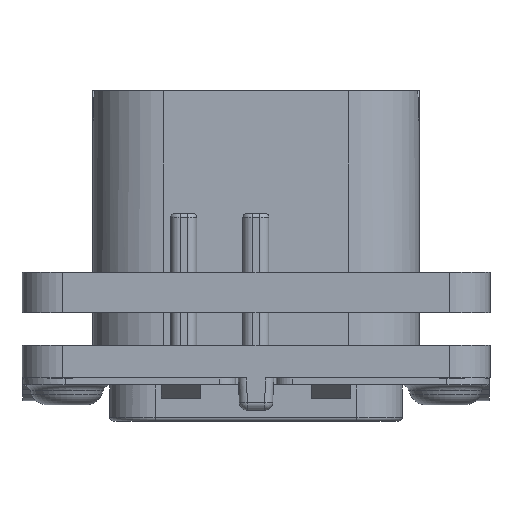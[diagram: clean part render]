
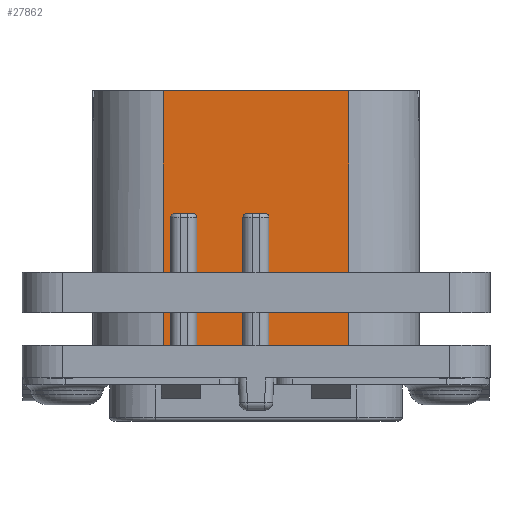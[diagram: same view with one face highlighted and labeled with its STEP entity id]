
A CAD part, front view. The second image highlights one B-rep face of the part: STEP entity #27862.
In plain terms, the highlighted planar face has unit normal (0, -1, 0).
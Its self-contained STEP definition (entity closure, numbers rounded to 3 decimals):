
#1176=DIRECTION('',(1.,0.,0.));
#1177=VECTOR('',#1176,11.4);
#1178=CARTESIAN_POINT('',(-5.7,-9.,17.67));
#1179=LINE('',#1178,#1177);
#5116=DIRECTION('',(1.,0.,0.));
#5117=VECTOR('',#5116,0.45);
#5118=CARTESIAN_POINT('',(-5.7,-9.,2.));
#5119=LINE('',#5118,#5117);
#5128=CARTESIAN_POINT('',(-5.,-9.,9.87));
#5129=DIRECTION('',(0.,1.,0.));
#5130=DIRECTION('',(-1.,0.,0.));
#5131=AXIS2_PLACEMENT_3D('',#5128,#5129,#5130);
#5160=CARTESIAN_POINT('',(-3.9,-9.,9.87));
#5161=DIRECTION('',(0.,1.,0.));
#5162=DIRECTION('',(0.,0.,1.));
#5163=AXIS2_PLACEMENT_3D('',#5160,#5161,#5162);
#5173=DIRECTION('',(0.,0.,1.));
#5174=VECTOR('',#5173,7.87);
#5175=CARTESIAN_POINT('',(0.8,-9.,2.));
#5176=LINE('',#5175,#5174);
#5177=DIRECTION('',(1.,0.,0.));
#5178=VECTOR('',#5177,1.1);
#5179=CARTESIAN_POINT('',(-0.55,-9.,10.12));
#5180=LINE('',#5179,#5178);
#5181=DIRECTION('',(0.,0.,1.));
#5182=VECTOR('',#5181,7.87);
#5183=CARTESIAN_POINT('',(-0.8,-9.,2.));
#5184=LINE('',#5183,#5182);
#5185=DIRECTION('',(0.,0.,1.));
#5186=VECTOR('',#5185,7.87);
#5187=CARTESIAN_POINT('',(-3.65,-9.,2.));
#5188=LINE('',#5187,#5186);
#5189=DIRECTION('',(1.,0.,0.));
#5190=VECTOR('',#5189,1.1);
#5191=CARTESIAN_POINT('',(-5.,-9.,10.12));
#5192=LINE('',#5191,#5190);
#5193=DIRECTION('',(0.,0.,1.));
#5194=VECTOR('',#5193,7.87);
#5195=CARTESIAN_POINT('',(-5.25,-9.,2.));
#5196=LINE('',#5195,#5194);
#5197=DIRECTION('',(0.,0.,-1.));
#5198=VECTOR('',#5197,15.67);
#5199=CARTESIAN_POINT('',(-5.7,-9.,17.67));
#5200=LINE('',#5199,#5198);
#5201=DIRECTION('',(0.,0.,-1.));
#5202=VECTOR('',#5201,15.67);
#5203=CARTESIAN_POINT('',(5.7,-9.,17.67));
#5204=LINE('',#5203,#5202);
#5218=CARTESIAN_POINT('',(0.55,-9.,9.87));
#5219=DIRECTION('',(0.,1.,0.));
#5220=DIRECTION('',(0.,0.,1.));
#5221=AXIS2_PLACEMENT_3D('',#5218,#5219,#5220);
#5260=CARTESIAN_POINT('',(-0.55,-9.,9.87));
#5261=DIRECTION('',(0.,1.,0.));
#5262=DIRECTION('',(-1.,0.,0.));
#5263=AXIS2_PLACEMENT_3D('',#5260,#5261,#5262);
#5351=DIRECTION('',(1.,0.,0.));
#5352=VECTOR('',#5351,4.9);
#5353=CARTESIAN_POINT('',(0.8,-9.,2.));
#5354=LINE('',#5353,#5352);
#10737=DIRECTION('',(1.,0.,0.));
#10738=VECTOR('',#10737,2.85);
#10739=CARTESIAN_POINT('',(-3.65,-9.,2.));
#10740=LINE('',#10739,#10738);
#17676=CARTESIAN_POINT('',(-5.7,-9.,17.67));
#17677=CARTESIAN_POINT('',(-5.7,-9.,2.));
#17678=VERTEX_POINT('',#17676);
#17679=VERTEX_POINT('',#17677);
#17680=CARTESIAN_POINT('',(5.7,-9.,17.67));
#17681=CARTESIAN_POINT('',(5.7,-9.,2.));
#17682=VERTEX_POINT('',#17680);
#17683=VERTEX_POINT('',#17681);
#17838=CARTESIAN_POINT('',(-5.25,-9.,2.));
#17839=VERTEX_POINT('',#17838);
#17840=CARTESIAN_POINT('',(-3.65,-9.,2.));
#17841=CARTESIAN_POINT('',(-0.8,-9.,2.));
#17842=VERTEX_POINT('',#17840);
#17843=VERTEX_POINT('',#17841);
#17844=CARTESIAN_POINT('',(0.8,-9.,2.));
#17845=VERTEX_POINT('',#17844);
#20313=CARTESIAN_POINT('',(-3.65,-9.,9.87));
#20315=VERTEX_POINT('',#20313);
#20317=CARTESIAN_POINT('',(-3.9,-9.,10.12));
#20319=VERTEX_POINT('',#20317);
#20340=CARTESIAN_POINT('',(-5.,-9.,10.12));
#20341=VERTEX_POINT('',#20340);
#20342=CARTESIAN_POINT('',(-5.25,-9.,9.87));
#20343=VERTEX_POINT('',#20342);
#20345=CARTESIAN_POINT('',(0.8,-9.,9.87));
#20347=VERTEX_POINT('',#20345);
#20349=CARTESIAN_POINT('',(0.55,-9.,10.12));
#20351=VERTEX_POINT('',#20349);
#20352=CARTESIAN_POINT('',(-0.55,-9.,10.12));
#20354=VERTEX_POINT('',#20352);
#20356=CARTESIAN_POINT('',(-0.8,-9.,9.87));
#20358=VERTEX_POINT('',#20356);
#27832=CARTESIAN_POINT('',(-10.05,-9.,2.));
#27833=DIRECTION('',(0.,-1.,0.));
#27834=DIRECTION('',(1.,0.,0.));
#27835=AXIS2_PLACEMENT_3D('',#27832,#27833,#27834);
#27836=PLANE('',#27835);
#27838=ORIENTED_EDGE('',*,*,#27837,.T.);
#27840=ORIENTED_EDGE('',*,*,#27839,.F.);
#27842=ORIENTED_EDGE('',*,*,#27841,.F.);
#27844=ORIENTED_EDGE('',*,*,#27843,.F.);
#27846=ORIENTED_EDGE('',*,*,#27845,.F.);
#27848=ORIENTED_EDGE('',*,*,#27847,.F.);
#27849=ORIENTED_EDGE('',*,*,#27823,.T.);
#27850=ORIENTED_EDGE('',*,*,#27812,.F.);
#27851=ORIENTED_EDGE('',*,*,#27797,.F.);
#27852=ORIENTED_EDGE('',*,*,#27778,.F.);
#27853=ORIENTED_EDGE('',*,*,#27763,.F.);
#27854=ORIENTED_EDGE('',*,*,#27748,.F.);
#27855=ORIENTED_EDGE('',*,*,#22187,.F.);
#27856=ORIENTED_EDGE('',*,*,#22372,.T.);
#27857=ORIENTED_EDGE('',*,*,#22630,.T.);
#27859=ORIENTED_EDGE('',*,*,#27858,.F.);
#27860=EDGE_LOOP('',(#27838,#27840,#27842,#27844,#27846,#27848,#27849,#27850,
#27851,#27852,#27853,#27854,#27855,#27856,#27857,#27859));
#27861=FACE_OUTER_BOUND('',#27860,.F.);
#27862=ADVANCED_FACE('',(#27861),#27836,.T.);
#5132=CIRCLE('',#5131,0.25);
#5164=CIRCLE('',#5163,0.25);
#5222=CIRCLE('',#5221,0.25);
#5264=CIRCLE('',#5263,0.25);
#22187=EDGE_CURVE('',#17678,#17679,#5200,.T.);
#22372=EDGE_CURVE('',#17678,#17682,#1179,.T.);
#22630=EDGE_CURVE('',#17682,#17683,#5204,.T.);
#27748=EDGE_CURVE('',#17679,#17839,#5119,.T.);
#27763=EDGE_CURVE('',#17839,#20343,#5196,.T.);
#27778=EDGE_CURVE('',#20343,#20341,#5132,.T.);
#27797=EDGE_CURVE('',#20341,#20319,#5192,.T.);
#27812=EDGE_CURVE('',#20319,#20315,#5164,.T.);
#27823=EDGE_CURVE('',#17842,#20315,#5188,.T.);
#27837=EDGE_CURVE('',#17845,#20347,#5176,.T.);
#27839=EDGE_CURVE('',#20351,#20347,#5222,.T.);
#27841=EDGE_CURVE('',#20354,#20351,#5180,.T.);
#27843=EDGE_CURVE('',#20358,#20354,#5264,.T.);
#27845=EDGE_CURVE('',#17843,#20358,#5184,.T.);
#27847=EDGE_CURVE('',#17842,#17843,#10740,.T.);
#27858=EDGE_CURVE('',#17845,#17683,#5354,.T.);
